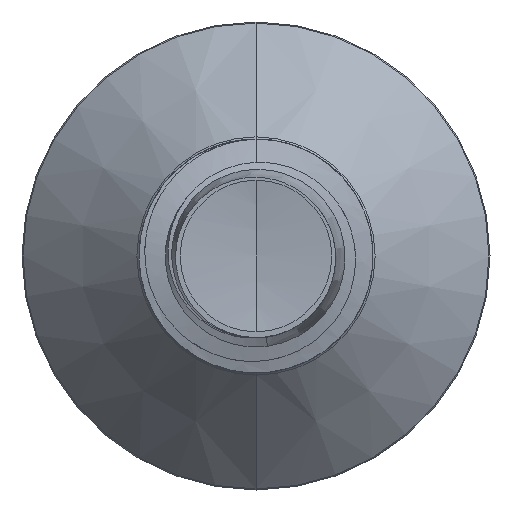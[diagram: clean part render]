
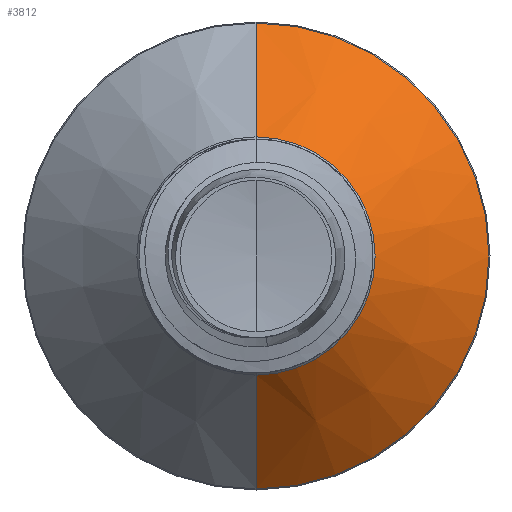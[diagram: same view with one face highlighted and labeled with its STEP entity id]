
A CAD part, front view. The second image highlights one B-rep face of the part: STEP entity #3812.
In plain terms, the highlighted conical face has half-angle 45 degrees and reference radius 1.782 mm.
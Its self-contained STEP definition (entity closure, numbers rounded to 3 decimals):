
#187 = VECTOR ( 'NONE', #21740, 1000. ) ;
#741 = ORIENTED_EDGE ( 'NONE', *, *, #16494, .F. ) ;
#971 = EDGE_CURVE ( 'NONE', #12273, #11688, #6387, .T. ) ;
#977 = CIRCLE ( 'NONE', #18887, 3.485 ) ;
#1624 = CARTESIAN_POINT ( 'NONE',  ( 0., 7.632, 1.782 ) ) ;
#2346 = DIRECTION ( 'NONE',  ( 0., 0.707, 0.707 ) ) ;
#3760 = FACE_OUTER_BOUND ( 'NONE', #19457, .T. ) ;
#3812 = ADVANCED_FACE ( 'NONE', ( #3760 ), #4923, .T. ) ;
#4020 = LINE ( 'NONE', #9246, #21180 ) ;
#4923 = CONICAL_SURFACE ( 'NONE', #8963, 1.782, 0.785 ) ;
#4953 = EDGE_CURVE ( 'NONE', #21145, #12273, #17630, .T. ) ;
#6077 = DIRECTION ( 'NONE',  ( 0., 0., 1. ) ) ;
#6105 = DIRECTION ( 'NONE',  ( 0., 1., 0. ) ) ;
#6299 = ORIENTED_EDGE ( 'NONE', *, *, #4953, .T. ) ;
#6387 = LINE ( 'NONE', #8045, #187 ) ;
#6843 = CARTESIAN_POINT ( 'NONE',  ( 0., 7.632, -1.782 ) ) ;
#7627 = CARTESIAN_POINT ( 'NONE',  ( 0., 7.632, 0. ) ) ;
#8045 = CARTESIAN_POINT ( 'NONE',  ( 0., 7.632, -1.782 ) ) ;
#8942 = VERTEX_POINT ( 'NONE', #9097 ) ;
#8963 = AXIS2_PLACEMENT_3D ( 'NONE', #9487, #19731, #6077 ) ;
#9097 = CARTESIAN_POINT ( 'NONE',  ( 0., 9.335, 3.485 ) ) ;
#9246 = CARTESIAN_POINT ( 'NONE',  ( 0., 7.632, 1.782 ) ) ;
#9371 = DIRECTION ( 'NONE',  ( 0., 0., 1. ) ) ;
#9487 = CARTESIAN_POINT ( 'NONE',  ( 0., 7.632, 0. ) ) ;
#10005 = EDGE_CURVE ( 'NONE', #8942, #11688, #977, .T. ) ;
#11688 = VERTEX_POINT ( 'NONE', #14998 ) ;
#12273 = VERTEX_POINT ( 'NONE', #6843 ) ;
#14998 = CARTESIAN_POINT ( 'NONE',  ( 0., 9.335, -3.485 ) ) ;
#16434 = CARTESIAN_POINT ( 'NONE',  ( 0., 9.335, 0. ) ) ;
#16494 = EDGE_CURVE ( 'NONE', #21145, #8942, #4020, .T. ) ;
#17374 = ORIENTED_EDGE ( 'NONE', *, *, #10005, .F. ) ;
#17630 = CIRCLE ( 'NONE', #17728, 1.782 ) ;
#17728 = AXIS2_PLACEMENT_3D ( 'NONE', #7627, #19621, #9371 ) ;
#17969 = ORIENTED_EDGE ( 'NONE', *, *, #971, .T. ) ;
#18130 = DIRECTION ( 'NONE',  ( 0., 0., 1. ) ) ;
#18887 = AXIS2_PLACEMENT_3D ( 'NONE', #16434, #6105, #18130 ) ;
#19457 = EDGE_LOOP ( 'NONE', ( #6299, #17969, #17374, #741 ) ) ;
#19621 = DIRECTION ( 'NONE',  ( 0., 1., 0. ) ) ;
#19731 = DIRECTION ( 'NONE',  ( 0., 1., 0. ) ) ;
#21145 = VERTEX_POINT ( 'NONE', #1624 ) ;
#21180 = VECTOR ( 'NONE', #2346, 1000. ) ;
#21740 = DIRECTION ( 'NONE',  ( 0., 0.707, -0.707 ) ) ;
